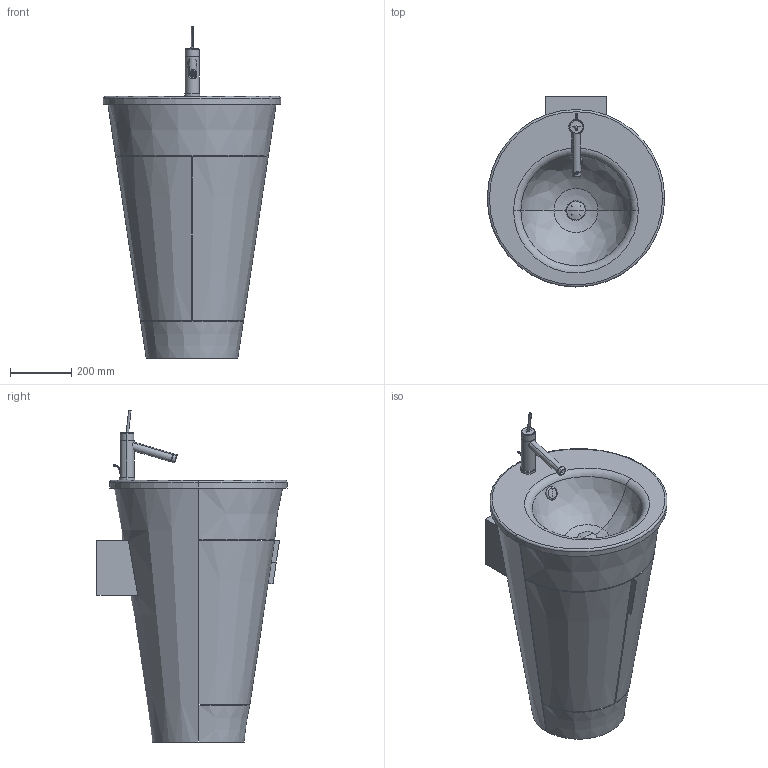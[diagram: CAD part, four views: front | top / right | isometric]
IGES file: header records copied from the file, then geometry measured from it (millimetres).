
Global section: file name: No Iges File Name specified; native system: Autodesk Inventor 2009; preprocessor: AutoDesk Inventor Iges Exporter R2009; author: Andreas; date: 20100202.083149; units: millimetre
Bounding box: 580 x 621.4 x 1085.05 mm (x, y, z)
Volume: 37696843.2 mm3; surface area: 3746985.2 mm2
Topology: 22 solids, 22 shells, 416 faces, 979 edges, 629 vertices
Faces by surface type: revolution 193, plane 119, cylinder 42, torus 28, bspline 18, cone 12, sphere 4
